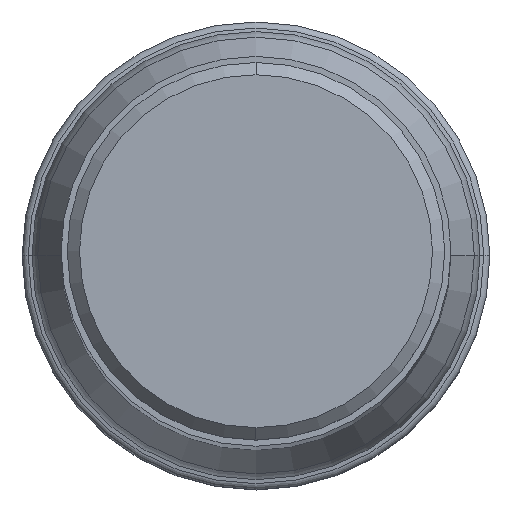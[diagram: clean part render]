
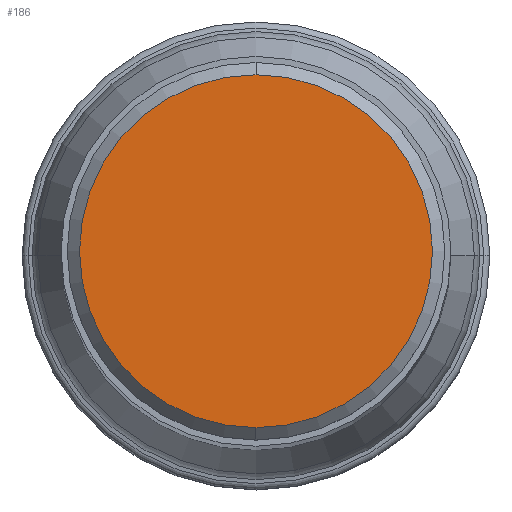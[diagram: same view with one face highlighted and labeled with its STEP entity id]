
A CAD part, top view. The second image highlights one B-rep face of the part: STEP entity #186.
In plain terms, the highlighted planar face has unit normal (0, 0, 1).
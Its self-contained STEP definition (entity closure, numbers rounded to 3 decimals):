
#29=PLANE('',#1259);
#186=ADVANCED_FACE('',(#257),#29,.F.);
#257=FACE_OUTER_BOUND('',#325,.T.);
#325=EDGE_LOOP('',(#562,#563));
#562=ORIENTED_EDGE('',*,*,#797,.T.);
#563=ORIENTED_EDGE('',*,*,#795,.T.);
#668=VERTEX_POINT('',#2943);
#669=VERTEX_POINT('',#2945);
#795=EDGE_CURVE('',#669,#668,#947,.T.);
#797=EDGE_CURVE('',#668,#669,#948,.T.);
#947=CIRCLE('',#1255,14.375);
#948=CIRCLE('',#1257,14.375);
#1255=AXIS2_PLACEMENT_3D('',#2944,#1564,#1565);
#1257=AXIS2_PLACEMENT_3D('',#2948,#1569,#1570);
#1259=AXIS2_PLACEMENT_3D('',#2950,#1573,#1574);
#1564=DIRECTION('',(0.,0.,1.));
#1565=DIRECTION('',(0.,1.,0.));
#1569=DIRECTION('',(0.,0.,1.));
#1570=DIRECTION('',(0.,-1.,0.));
#1573=DIRECTION('',(0.,0.,-1.));
#1574=DIRECTION('',(1.,0.,0.));
#2943=CARTESIAN_POINT('',(0.,-14.375,0.));
#2944=CARTESIAN_POINT('',(0.,0.,0.));
#2945=CARTESIAN_POINT('',(0.,14.375,0.));
#2948=CARTESIAN_POINT('',(0.,0.,0.));
#2950=CARTESIAN_POINT('',(0.,0.,0.));
